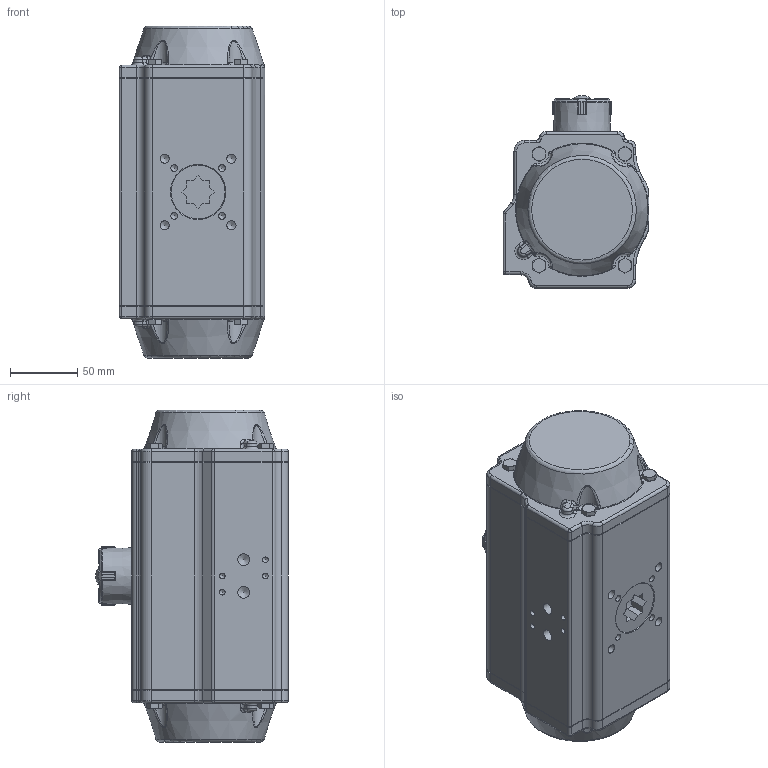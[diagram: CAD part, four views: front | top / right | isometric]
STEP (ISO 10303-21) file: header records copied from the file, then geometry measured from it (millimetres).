
FILE_DESCRIPTION(/* description */ ('Unknown'),/* implementation_level */ '2;1');
FILE_NAME(/* name */ 'DW05_FR04',/* time_stamp */ '2022-08-11T11:39:22+02:00',/* author */ ('Unknown'),/* organization */ ('Unknown'),/* preprocessor_version */ 'ST-DEVELOPER v16.7',/* originating_system */ 'Solid Edge',/* authorisation */ 'Unknown');
FILE_SCHEMA (('AUTOMOTIVE_DESIGN {1 0 10303 214 3 1 1}'));
Length unit declared in the file: millimetre
Products named in the file (8): DW05_FR04_(DW110_FR81); ____; ________(___________; _____________; ______; hexagon head bolts--product grade c gb_GB_FASTENER_BOLT_HHBC M6X30-N; cup head nib bolts with large head gb_GB_FASTENER_BOLT_CHNBW M6X25-N; KP-88
Assembly tree (16 placements, depth 3):
  DW05_FR04_(DW110_FR81)
    ____
      ________(___________  x2
      _____________  x2
      ______
    hexagon head bolts--product grade c gb_GB_FASTENER_BOLT_HHBC M6X30-N  x8
    cup head nib bolts with large head gb_GB_FASTENER_BOLT_CHNBW M6X25-N
    KP-88
Bounding box: 108 x 142.81 x 246 mm (x, y, z)
Volume: 2439046.8 mm3; surface area: 140435.6 mm2
Topology: 15 solids, 15 shells, 963 faces, 2302 edges, 1375 vertices
Faces by surface type: plane 300, cylinder 293, bspline 137, cone 123, torus 99, sphere 11
Full cylindrical faces by diameter (mm): 3 x16, 3.3 x10, 4.2 x4, 4.66 x1, 5 x17, 6 x9, 6.2 x1, 6.8 x4, 8.8 x2, 24.6 x1, 24.8 x1, 35.2 x1, 38.5 x1
Entity records: 24964 total; most frequent: CARTESIAN_POINT 9764, DIRECTION 3121, ORIENTED_EDGE 3048, EDGE_CURVE 1524, AXIS2_PLACEMENT_3D 1258, VERTEX_POINT 987, FACE_BOUND 829, EDGE_LOOP 806
